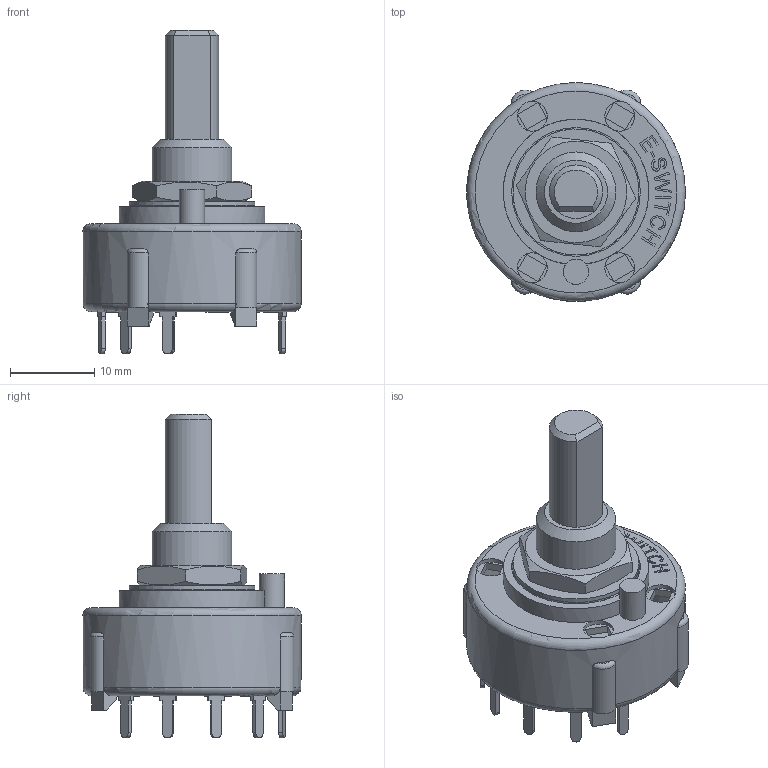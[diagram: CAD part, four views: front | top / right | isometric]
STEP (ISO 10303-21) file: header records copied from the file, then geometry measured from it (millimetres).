
FILE_DESCRIPTION(/* description */ (''),/* implementation_level */ '2;1');
FILE_NAME(/* name */ 'KC15A13.001NPx.stp',/* time_stamp */ '2025-05-21T15:10:43-05:00',/* author */ ('mroman'),/* organization */ (''),/* preprocessor_version */ 'ST-DEVELOPER v18.1',/* originating_system */ 'Autodesk Inventor 2022',/* authorisation */ '');
FILE_SCHEMA (('AUTOMOTIVE_DESIGN { 1 0 10303 214 3 1 1 }'));
Length unit declared in the file: centimetre
Products named in the file (1): KC15A13.001NPx
Bounding box: 26 x 26 x 38.5 mm (x, y, z)
Volume: 3418 mm3; surface area: 4803 mm2
Topology: 1 solids, 2 shells, 669 faces, 1813 edges, 1164 vertices
Faces by surface type: plane 453, bspline 164, cylinder 35, torus 13, cone 4
Full cylindrical faces by diameter (mm): 3 x1, 3.55 x4, 9.5 x2, 10.25 x1, 10.312 x1, 15 x1, 15.3 x1, 24 x1, 26 x1
Entity records: 21991 total; most frequent: CARTESIAN_POINT 6139, ORIENTED_EDGE 3626, DIRECTION 2588, EDGE_CURVE 1813, LINE 1314, VECTOR 1314, VERTEX_POINT 1164, EDGE_LOOP 765
